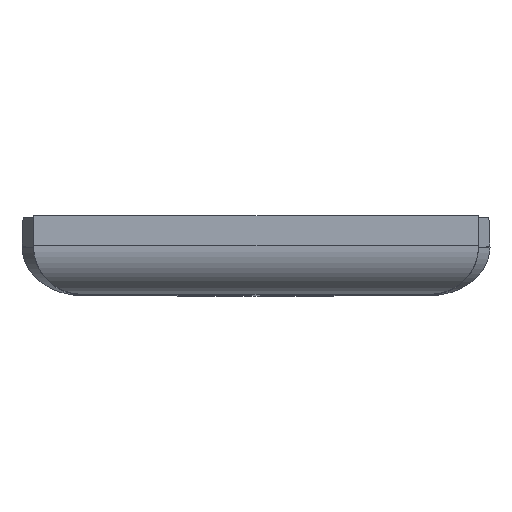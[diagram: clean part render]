
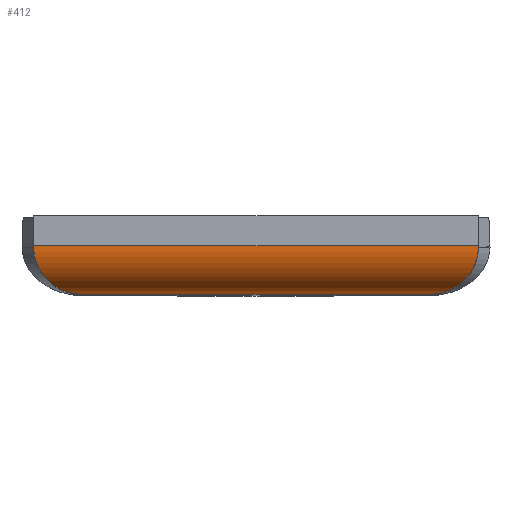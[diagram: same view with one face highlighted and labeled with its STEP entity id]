
A CAD part, top view. The second image highlights one B-rep face of the part: STEP entity #412.
In plain terms, the highlighted cylindrical face has radius 1.846 mm (diameter 3.692 mm), a partial arc.
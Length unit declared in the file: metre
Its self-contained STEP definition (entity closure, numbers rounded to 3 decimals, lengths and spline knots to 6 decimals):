
#13=ELLIPSE('',#451,0.00261,0.001846);
#14=ELLIPSE('',#453,0.00261,0.001846);
#25=CYLINDRICAL_SURFACE('',#452,0.001846);
#39=LINE('',#600,#74);
#58=LINE('',#652,#93);
#74=VECTOR('',#480,1.);
#93=VECTOR('',#511,1.);
#212=ORIENTED_EDGE('',*,*,#278,.T.);
#213=ORIENTED_EDGE('',*,*,#260,.F.);
#214=ORIENTED_EDGE('',*,*,#279,.F.);
#215=ORIENTED_EDGE('',*,*,#238,.F.);
#238=EDGE_CURVE('',#292,#290,#39,.T.);
#260=EDGE_CURVE('',#308,#309,#58,.F.);
#278=EDGE_CURVE('',#292,#309,#13,.T.);
#279=EDGE_CURVE('',#290,#308,#14,.T.);
#290=VERTEX_POINT('',#592);
#292=VERTEX_POINT('',#598);
#308=VERTEX_POINT('',#651);
#309=VERTEX_POINT('',#653);
#358=EDGE_LOOP('',(#212,#213,#214,#215));
#385=FACE_BOUND('',#358,.T.);
#412=ADVANCED_FACE('',(#385),#25,.T.);
#451=AXIS2_PLACEMENT_3D('',#1002,#540,#541);
#452=AXIS2_PLACEMENT_3D('',#1003,#542,#543);
#453=AXIS2_PLACEMENT_3D('',#1004,#544,#545);
#480=DIRECTION('',(1.,0.,0.));
#511=DIRECTION('',(1.,0.,0.));
#540=DIRECTION('',(0.707,0.,0.707));
#541=DIRECTION('',(0.707,0.,-0.707));
#542=DIRECTION('',(1.,0.,0.));
#543=DIRECTION('',(0.,0.,-1.));
#544=DIRECTION('',(0.707,0.,-0.707));
#545=DIRECTION('',(0.707,0.,0.707));
#592=CARTESIAN_POINT('',(-0.021895,-0.001154,0.0065));
#598=CARTESIAN_POINT('',(-0.038895,-0.001154,0.0065));
#600=CARTESIAN_POINT('',(-0.030395,-0.001154,0.0065));
#651=CARTESIAN_POINT('',(-0.02374,-0.003,0.004654));
#652=CARTESIAN_POINT('',(-0.030395,-0.003,0.004654));
#653=CARTESIAN_POINT('',(-0.037049,-0.003,0.004654));
#1002=CARTESIAN_POINT('',(-0.037049,-0.001154,0.004654));
#1003=CARTESIAN_POINT('',(-0.030395,-0.001154,0.004654));
#1004=CARTESIAN_POINT('',(-0.02374,-0.001154,0.004654));
